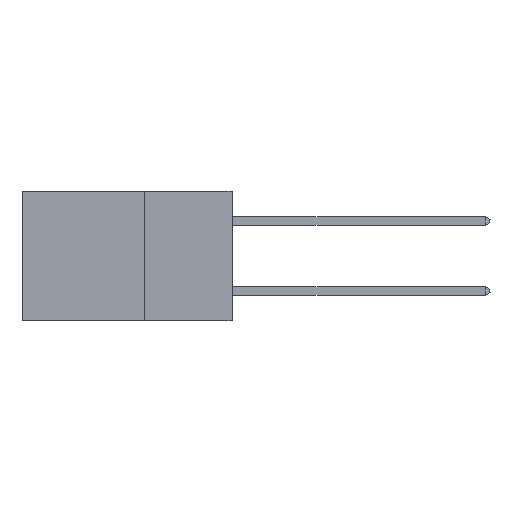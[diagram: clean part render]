
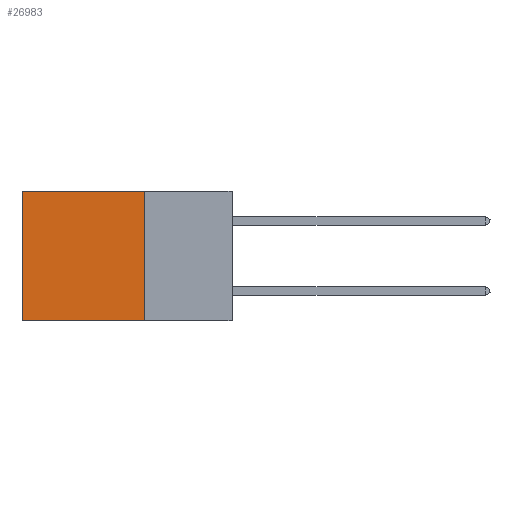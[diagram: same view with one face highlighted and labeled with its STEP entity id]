
A CAD part, left-side view. The second image highlights one B-rep face of the part: STEP entity #26983.
In plain terms, the highlighted planar face has unit normal (-1, 0, 0).
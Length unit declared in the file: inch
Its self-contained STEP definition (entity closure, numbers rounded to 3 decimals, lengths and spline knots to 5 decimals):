
#3482 = CARTESIAN_POINT ( 'NONE',  ( 0.2875, 0.25, 0. ) ) ;
#3522 = CARTESIAN_POINT ( 'NONE',  ( 0.2875, 0.25, 0. ) ) ;
#4807 = DIRECTION ( 'NONE',  ( 0., 0., -1. ) ) ;
#4903 = LINE ( 'NONE', #13748, #28505 ) ;
#4962 = EDGE_CURVE ( 'NONE', #17006, #28406, #20950, .T. ) ;
#5560 = PLANE ( 'NONE',  #33992 ) ;
#5739 = LINE ( 'NONE', #3522, #9229 ) ;
#5799 = EDGE_CURVE ( 'NONE', #34925, #25659, #5739, .T. ) ;
#6889 = EDGE_LOOP ( 'NONE', ( #31616, #31971, #23063, #29331 ) ) ;
#6990 = DIRECTION ( 'NONE',  ( 0., 1., 0. ) ) ;
#7054 = EDGE_CURVE ( 'NONE', #34925, #17006, #11625, .T. ) ;
#8989 = FACE_OUTER_BOUND ( 'NONE', #6889, .T. ) ;
#9229 = VECTOR ( 'NONE', #6990, 39.37008 ) ;
#11623 = CARTESIAN_POINT ( 'NONE',  ( 0.2875, 0.25, 0. ) ) ;
#11625 = LINE ( 'NONE', #3482, #31730 ) ;
#13748 = CARTESIAN_POINT ( 'NONE',  ( 0.2875, 0.6, 0. ) ) ;
#14070 = CARTESIAN_POINT ( 'NONE',  ( 0.2875, 0.6, -0.37 ) ) ;
#17006 = VERTEX_POINT ( 'NONE', #29185 ) ;
#19453 = CARTESIAN_POINT ( 'NONE',  ( 0.2875, 0.25, 0. ) ) ;
#20926 = DIRECTION ( 'NONE',  ( 0., 1., 0. ) ) ;
#20950 = LINE ( 'NONE', #35043, #29462 ) ;
#21132 = DIRECTION ( 'NONE',  ( 0., 0., -1. ) ) ;
#23063 = ORIENTED_EDGE ( 'NONE', *, *, #7054, .F. ) ;
#25659 = VERTEX_POINT ( 'NONE', #34042 ) ;
#26983 = ADVANCED_FACE ( 'NONE', ( #8989 ), #5560, .F. ) ;
#27947 = DIRECTION ( 'NONE',  ( 1., 0., 0. ) ) ;
#28061 = EDGE_CURVE ( 'NONE', #25659, #28406, #4903, .T. ) ;
#28406 = VERTEX_POINT ( 'NONE', #14070 ) ;
#28505 = VECTOR ( 'NONE', #4807, 39.37008 ) ;
#29185 = CARTESIAN_POINT ( 'NONE',  ( 0.2875, 0.25, -0.37 ) ) ;
#29331 = ORIENTED_EDGE ( 'NONE', *, *, #5799, .T. ) ;
#29462 = VECTOR ( 'NONE', #20926, 39.37008 ) ;
#30974 = DIRECTION ( 'NONE',  ( 0., 0., -1. ) ) ;
#31616 = ORIENTED_EDGE ( 'NONE', *, *, #28061, .T. ) ;
#31730 = VECTOR ( 'NONE', #21132, 39.37008 ) ;
#31971 = ORIENTED_EDGE ( 'NONE', *, *, #4962, .F. ) ;
#33992 = AXIS2_PLACEMENT_3D ( 'NONE', #19453, #27947, #30974 ) ;
#34042 = CARTESIAN_POINT ( 'NONE',  ( 0.2875, 0.6, 0. ) ) ;
#34925 = VERTEX_POINT ( 'NONE', #11623 ) ;
#35043 = CARTESIAN_POINT ( 'NONE',  ( 0.2875, 0.25, -0.37 ) ) ;
